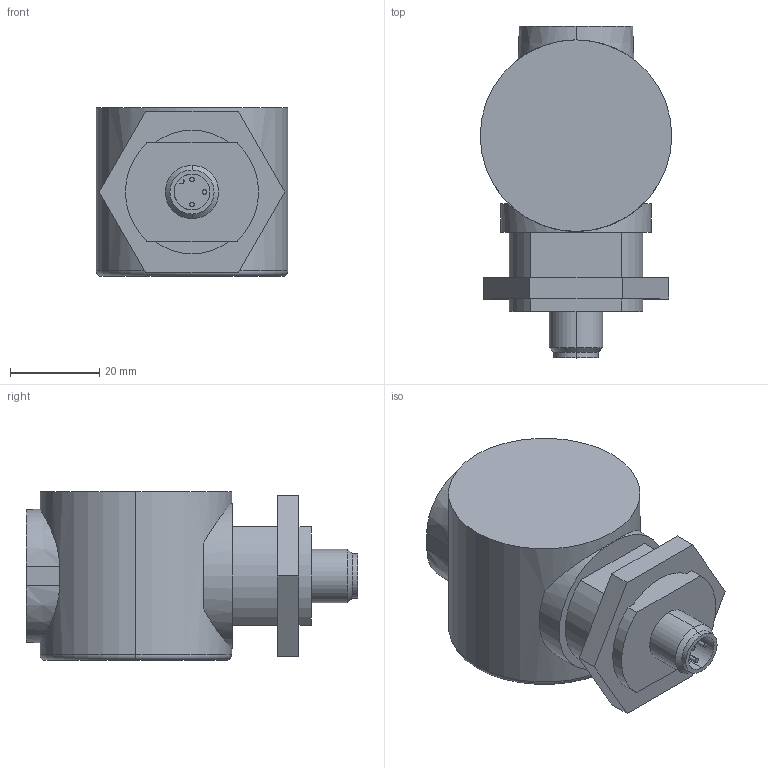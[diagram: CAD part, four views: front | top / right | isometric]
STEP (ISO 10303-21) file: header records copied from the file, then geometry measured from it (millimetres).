
FILE_DESCRIPTION (( 'STEP AP214' ), '1' );
FILE_NAME ('FWP-DP-1E.STEP', '2014-06-19T16:46:23', ( '' ), ( '' ), 'SwSTEP 2.0', 'SolidWorks 2013', '' );
FILE_SCHEMA (( 'AUTOMOTIVE_DESIGN' ));
Length unit declared in the file: inch
Products named in the file (1): FWP-DP-1E
Bounding box: 42.93 x 74.37 x 37.85 mm (x, y, z)
Volume: 72380.7 mm3; surface area: 12478.4 mm2
Topology: 1 solids, 1 shells, 60 faces, 150 edges, 98 vertices
Faces by surface type: plane 29, cylinder 24, cone 5, torus 2
Entity records: 2137 total; most frequent: CARTESIAN_POINT 490, DIRECTION 324, ORIENTED_EDGE 300, EDGE_CURVE 150, AXIS2_PLACEMENT_3D 120, VERTEX_POINT 98, VECTOR 84, LINE 84
